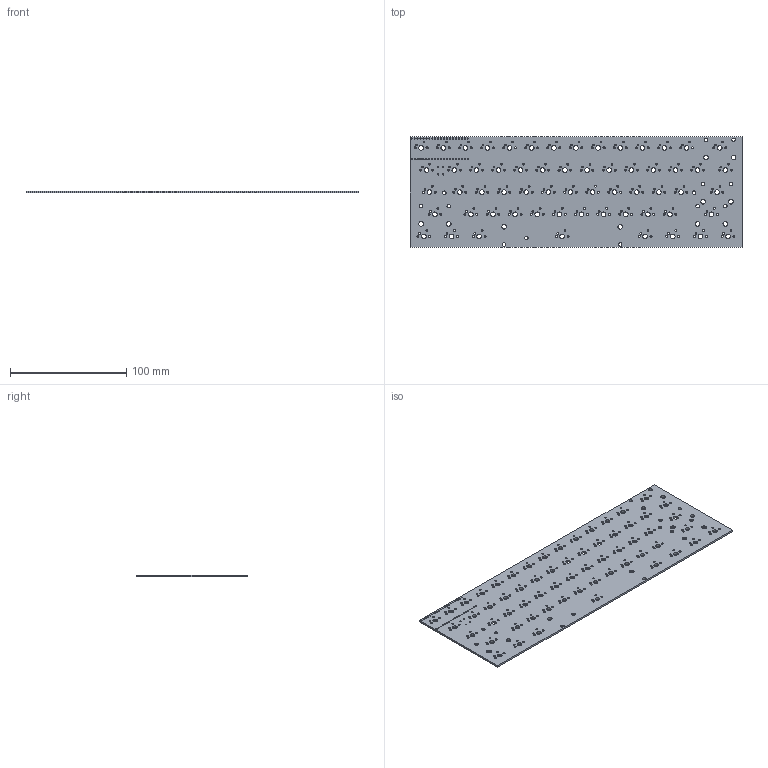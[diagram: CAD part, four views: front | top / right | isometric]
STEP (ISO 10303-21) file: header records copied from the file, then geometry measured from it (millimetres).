
FILE_DESCRIPTION(('KiCad electronic assembly'),'2;1');
FILE_NAME('Keyboard.step','2022-11-06T17:01:16',('Pcbnew'),('Kicad'), 'Open CASCADE STEP processor 7.5','KiCad to STEP converter','Unknown' );
FILE_SCHEMA(('AUTOMOTIVE_DESIGN { 1 0 10303 214 1 1 1 1 }'));
Length unit declared in the file: millimetre
Products named in the file (2): Keyboard 1; _autosave-Keyboard PCB
Assembly tree (1 placements, depth 2):
  Keyboard 1
    _autosave-Keyboard PCB
Bounding box: 285.85 x 95.53 x 1.6 mm (x, y, z)
Volume: 41237.7 mm3; surface area: 56624.1 mm2
Topology: 1 solids, 1 shells, 378 faces, 1128 edges, 752 vertices
Faces by surface type: cylinder 372, plane 6
Full cylindrical faces by diameter (mm): 1.02 x40, 1.1 x4, 1.524 x122, 1.75 x122, 3 x3, 3.048 x10, 3.988 x71
Entity records: 31607 total; most frequent: CARTESIAN_POINT 8980, DIRECTION 4144, ORIENTED_EDGE 2256, PCURVE 2256, DEFINITIONAL_REPRESENTATION 2256, LINE 1896, VECTOR 1896, EDGE_CURVE 1128
